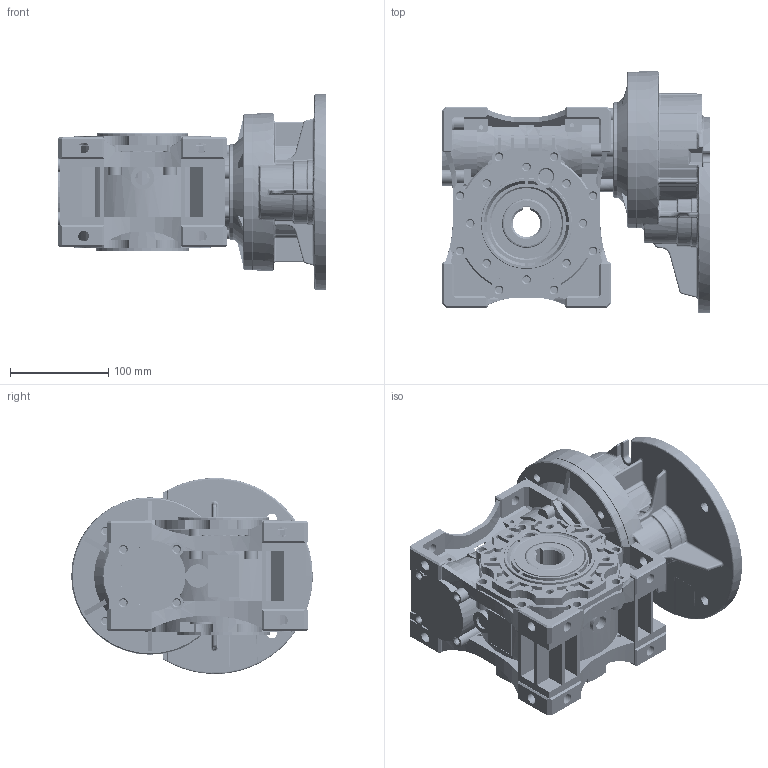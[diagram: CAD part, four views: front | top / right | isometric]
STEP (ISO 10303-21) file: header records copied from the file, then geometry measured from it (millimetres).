
FILE_DESCRIPTION (( 'STEP AP203' ), '1' );
FILE_NAME ('XMRV075-100B14楊擘裝19謂-PC80.STEP', '2024-09-22T23:34:06', ( 'jx-008' ), ( '' ), 'SwSTEP 2.0', 'SolidWorks 2024', '' );
FILE_SCHEMA (( 'CONFIG_CONTROL_DESIGN' ));
Length unit declared in the file: millimetre
Products named in the file (15): 50-72油封 ; F75蜗杆19孔; pc080-02_v2; nmrv075wolun_2; xmrv075-05_V0219; xmrv075-01_V0219; 40-60油封; 30-55油封; XMRV075-100B14法兰杆19孔-PC80; pc080-01_v2; PC80出19; 62胶堵; V75-02-160; PC80输入; 零件4^PC80出19
Assembly tree (15 placements, depth 3):
  XMRV075-100B14法兰杆19孔-PC80
    xmrv075-01_V0219
    xmrv075-05_V0219
    nmrv075wolun_2
    62胶堵
    50-72油封   x2
    40-60油封
    F75蜗杆19孔
    V75-02-160
    PC80出19
      pc080-01_v2
      pc080-02_v2
      零件4^PC80出19
      PC80输入
      30-55油封
Bounding box: 273 x 246.25 x 200 mm (x, y, z)
Volume: 2105036.3 mm3; surface area: 835726.9 mm2
Topology: 13 solids, 26 shells, 4528 faces, 11085 edges, 6774 vertices
Faces by surface type: cylinder 1452, bspline 1347, plane 1306, cone 405, torus 18
Entity records: 203827 total; most frequent: CARTESIAN_POINT 108251, ORIENTED_EDGE 22036, DIRECTION 16332, EDGE_CURVE 11035, VERTEX_POINT 6758, AXIS2_PLACEMENT_3D 6271, EDGE_LOOP 4880, ADVANCED_FACE 4516
